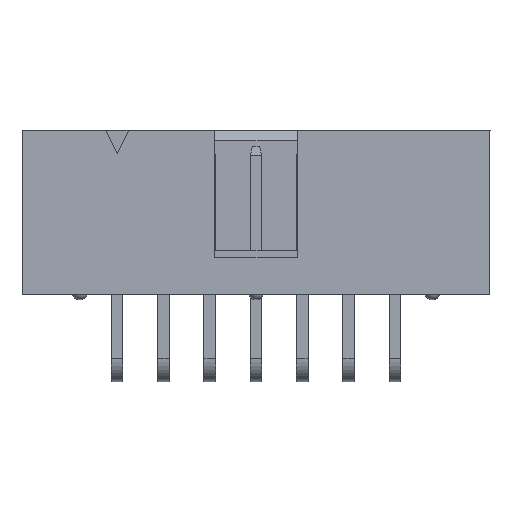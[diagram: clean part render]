
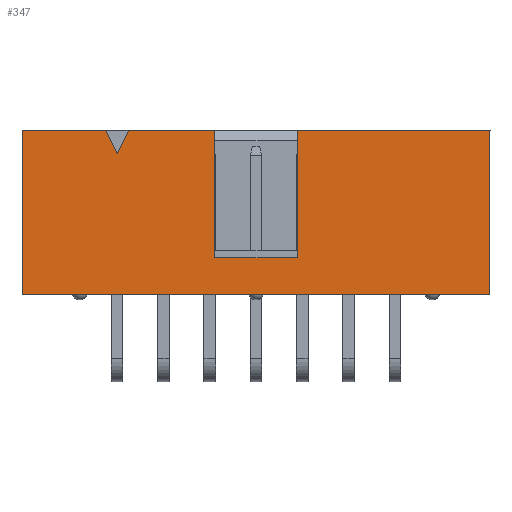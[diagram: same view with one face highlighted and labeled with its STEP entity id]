
A CAD part, top view. The second image highlights one B-rep face of the part: STEP entity #347.
In plain terms, the highlighted face is planar.
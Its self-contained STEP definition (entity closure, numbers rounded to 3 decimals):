
#347=ADVANCED_FACE('',(#2253),#2255,.T.);
#2253=FACE_BOUND('',#2254,.T.);
#2254=EDGE_LOOP('',(#3785,#3786,#3787,#3788,#3789,#3790,#3791,#3792,#3793,#3794,
#3795));
#2255=PLANE('',#2256);
#2256=AXIS2_PLACEMENT_3D('',#2257,#2258,#2259);
#2257=CARTESIAN_POINT('',(-5.22,-3.13,0.3));
#2258=DIRECTION('',(0.,-1.,0.));
#2259=DIRECTION('',(1.,0.,0.));
#3785=ORIENTED_EDGE('',*,*,#4758,.F.);
#3786=ORIENTED_EDGE('',*,*,#4760,.F.);
#3787=ORIENTED_EDGE('',*,*,#4761,.F.);
#3788=ORIENTED_EDGE('',*,*,#4762,.F.);
#3789=ORIENTED_EDGE('',*,*,#4763,.T.);
#3790=ORIENTED_EDGE('',*,*,#4764,.T.);
#3791=ORIENTED_EDGE('',*,*,#4765,.F.);
#3792=ORIENTED_EDGE('',*,*,#4766,.T.);
#3793=ORIENTED_EDGE('',*,*,#4767,.T.);
#3794=ORIENTED_EDGE('',*,*,#4768,.T.);
#3795=ORIENTED_EDGE('',*,*,#4769,.F.);
#4758=EDGE_CURVE('',#5246,#5247,#5248,.T.);
#4760=EDGE_CURVE('',#5249,#5246,#5251,.T.);
#4761=EDGE_CURVE('',#5252,#5249,#5253,.T.);
#4762=EDGE_CURVE('',#5254,#5252,#5255,.T.);
#4763=EDGE_CURVE('',#5254,#5256,#5257,.T.);
#4764=EDGE_CURVE('',#5256,#5258,#5259,.T.);
#4765=EDGE_CURVE('',#5260,#5258,#5261,.T.);
#4766=EDGE_CURVE('',#5260,#5262,#5263,.F.);
#4767=EDGE_CURVE('',#5262,#5264,#5265,.T.);
#4768=EDGE_CURVE('',#5264,#5266,#5267,.F.);
#4769=EDGE_CURVE('',#5247,#5266,#5268,.T.);
#5246=VERTEX_POINT('',#6038);
#5247=VERTEX_POINT('',#6039);
#5248=LINE('',#6040,#6041);
#5249=VERTEX_POINT('',#6043);
#5251=LINE('',#6047,#6048);
#5252=VERTEX_POINT('',#6050);
#5253=LINE('',#6051,#6052);
#5254=VERTEX_POINT('',#6054);
#5255=LINE('',#6055,#6056);
#5256=VERTEX_POINT('',#6058);
#5257=LINE('',#6059,#6060);
#5258=VERTEX_POINT('',#6062);
#5259=LINE('',#6063,#6064);
#5260=VERTEX_POINT('',#6066);
#5261=LINE('',#6067,#6068);
#5262=VERTEX_POINT('',#6070);
#5263=LINE('',#6071,#6072);
#5264=VERTEX_POINT('',#6074);
#5265=LINE('',#6075,#6076);
#5266=VERTEX_POINT('',#6078);
#5267=LINE('',#6079,#6080);
#5268=LINE('',#6082,#6083);
#6038=CARTESIAN_POINT('',(0.,-3.13,8.03));
#6039=CARTESIAN_POINT('',(0.635,-3.13,9.3));
#6040=CARTESIAN_POINT('',(0.,-3.13,8.03));
#6041=VECTOR('',#6042,1.);
#6042=DIRECTION('',(0.447,0.,0.894));
#6043=CARTESIAN_POINT('',(-0.635,-3.13,9.3));
#6047=CARTESIAN_POINT('',(-0.635,-3.13,9.3));
#6048=VECTOR('',#6049,1.);
#6049=DIRECTION('',(0.447,0.,-0.894));
#6050=CARTESIAN_POINT('',(-5.22,-3.13,9.3));
#6051=CARTESIAN_POINT('',(-5.22,-3.13,9.3));
#6052=VECTOR('',#6053,1.);
#6053=DIRECTION('',(1.,0.,0.));
#6054=CARTESIAN_POINT('',(-5.22,-3.13,0.3));
#6055=CARTESIAN_POINT('',(-5.22,-3.13,0.3));
#6056=VECTOR('',#6057,1.);
#6057=DIRECTION('',(0.,0.,1.));
#6058=CARTESIAN_POINT('',(20.46,-3.13,0.3));
#6059=CARTESIAN_POINT('',(-5.22,-3.13,0.3));
#6060=VECTOR('',#6061,1.);
#6061=DIRECTION('',(1.,0.,0.));
#6062=CARTESIAN_POINT('',(20.46,-3.13,9.3));
#6063=CARTESIAN_POINT('',(20.46,-3.13,0.3));
#6064=VECTOR('',#6065,1.);
#6065=DIRECTION('',(0.,0.,1.));
#6066=CARTESIAN_POINT('',(9.87,-3.13,9.3));
#6067=CARTESIAN_POINT('',(9.87,-3.13,9.3));
#6068=VECTOR('',#6069,1.);
#6069=DIRECTION('',(1.,0.,0.));
#6070=CARTESIAN_POINT('',(9.87,-3.13,2.3));
#6071=CARTESIAN_POINT('',(9.87,-3.13,2.3));
#6072=VECTOR('',#6073,1.);
#6073=DIRECTION('',(0.,0.,1.));
#6074=CARTESIAN_POINT('',(5.37,-3.13,2.3));
#6075=CARTESIAN_POINT('',(9.87,-3.13,2.3));
#6076=VECTOR('',#6077,1.);
#6077=DIRECTION('',(-1.,0.,0.));
#6078=CARTESIAN_POINT('',(5.37,-3.13,9.3));
#6079=CARTESIAN_POINT('',(5.37,-3.13,9.3));
#6080=VECTOR('',#6081,1.);
#6081=DIRECTION('',(0.,0.,-1.));
#6082=CARTESIAN_POINT('',(0.635,-3.13,9.3));
#6083=VECTOR('',#6084,1.);
#6084=DIRECTION('',(1.,0.,0.));
